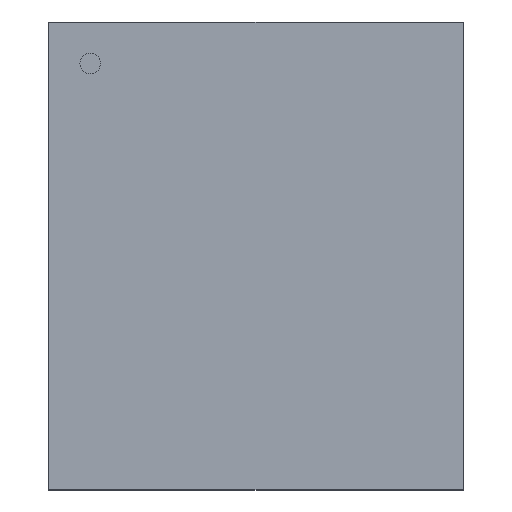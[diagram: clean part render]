
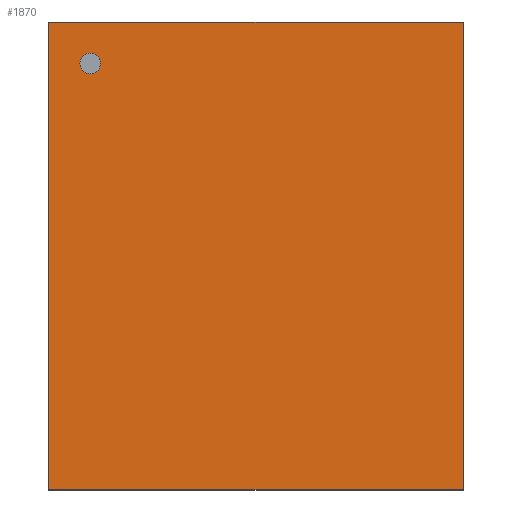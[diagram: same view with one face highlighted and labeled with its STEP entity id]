
A CAD part, top view. The second image highlights one B-rep face of the part: STEP entity #1870.
In plain terms, the highlighted planar face has unit normal (0, 0, 1).
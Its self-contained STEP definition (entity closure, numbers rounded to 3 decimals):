
#1646=CARTESIAN_POINT('',(5.804,-6.553,0.787));
#1645=VERTEX_POINT('',#1646);
#1656=CARTESIAN_POINT('',(-5.804,-6.553,0.787));
#1655=VERTEX_POINT('',#1656);
#1654=EDGE_CURVE('',#1655,#1645,#1659,.T.);
#1659=LINE('',#1656,#1661);
#1661=VECTOR('',#1662,11.608);
#1662=DIRECTION('',(1.0,0.0,0.0));
#1695=CARTESIAN_POINT('',(5.804,6.553,0.787));
#1694=VERTEX_POINT('',#1695);
#1703=EDGE_CURVE('',#1645,#1694,#1708,.T.);
#1708=LINE('',#1646,#1710);
#1710=VECTOR('',#1711,13.106);
#1711=DIRECTION('',(0.0,1.0,0.0));
#1744=CARTESIAN_POINT('',(-5.804,6.553,0.787));
#1743=VERTEX_POINT('',#1744);
#1752=EDGE_CURVE('',#1694,#1743,#1757,.T.);
#1757=LINE('',#1695,#1759);
#1759=VECTOR('',#1760,11.608);
#1760=DIRECTION('',(-1.0,0.0,0.0));
#1801=EDGE_CURVE('',#1743,#1655,#1806,.T.);
#1806=LINE('',#1744,#1808);
#1808=VECTOR('',#1809,13.106);
#1809=DIRECTION('',(0.0,-1.0,0.0));
#1870=ADVANCED_FACE('',(#1876),#1871,.T.);
#1871=PLANE('',#1872);
#1872=AXIS2_PLACEMENT_3D('',#1873,#1874,#1875);
#1873=CARTESIAN_POINT('',(-5.804,-6.553,0.787));
#1874=DIRECTION('',(0.0,0.0,1.0));
#1875=DIRECTION('',(0.,1.,0.));
#1876=FACE_OUTER_BOUND('',#1877,.T.);
#1877=EDGE_LOOP('',(#1878,#1888,#1898,#1908));
#1878=ORIENTED_EDGE('',*,*,#1654,.T.);
#1888=ORIENTED_EDGE('',*,*,#1703,.T.);
#1898=ORIENTED_EDGE('',*,*,#1752,.T.);
#1908=ORIENTED_EDGE('',*,*,#1801,.T.);
